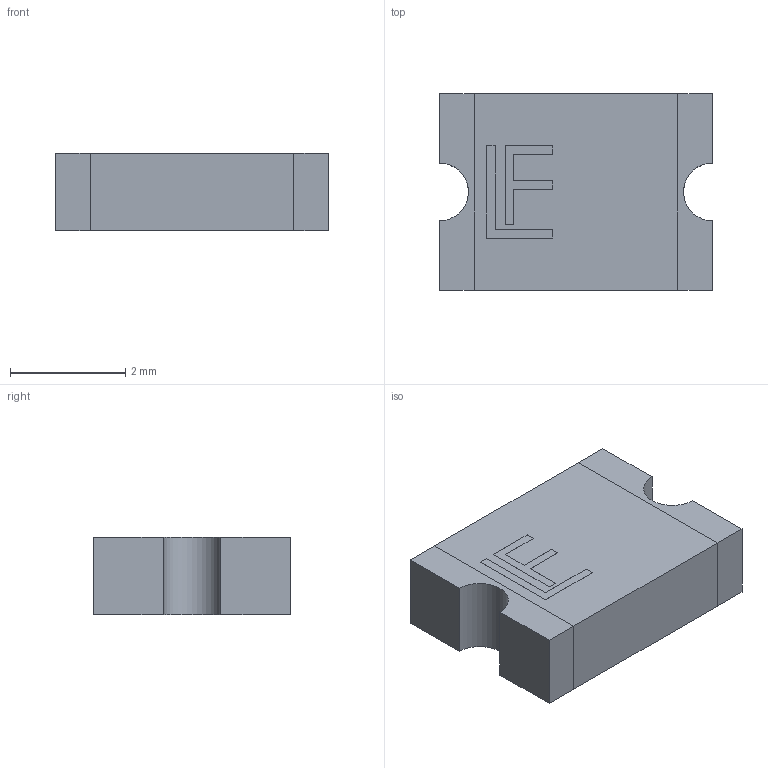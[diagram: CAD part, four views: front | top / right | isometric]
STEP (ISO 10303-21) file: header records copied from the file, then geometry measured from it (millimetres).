
FILE_DESCRIPTION( ( '' ), ' ' );
FILE_NAME( '5a400bdca8b2480daa8c59ec.step', '2017-12-24T20:19:41', ( '' ), ( '' ), ' ', ' ', ' ' );
FILE_SCHEMA( ( 'AUTOMOTIVE_DESIGN { 1 0 10303 214 1 1 1 1 }' ) );
Length unit declared in the file: metre
Products named in the file (5): Open CASCADE STEP translator 6.8 1
Bounding box: 4.73 x 3.41 x 1.34 mm (x, y, z)
Volume: 20.6 mm3; surface area: 73.9 mm2
Topology: 5 solids, 5 shells, 42 faces, 96 edges, 64 vertices
Faces by surface type: plane 40, cylinder 2
Entity records: 2036 total; most frequent: CARTESIAN_POINT 207, DIRECTION 194, ORIENTED_EDGE 192, STYLED_ITEM 138, PRESENTATION_STYLE_ASSIGNMENT 138, COLOUR_RGB 138, EDGE_CURVE 96, CURVE_STYLE 96
